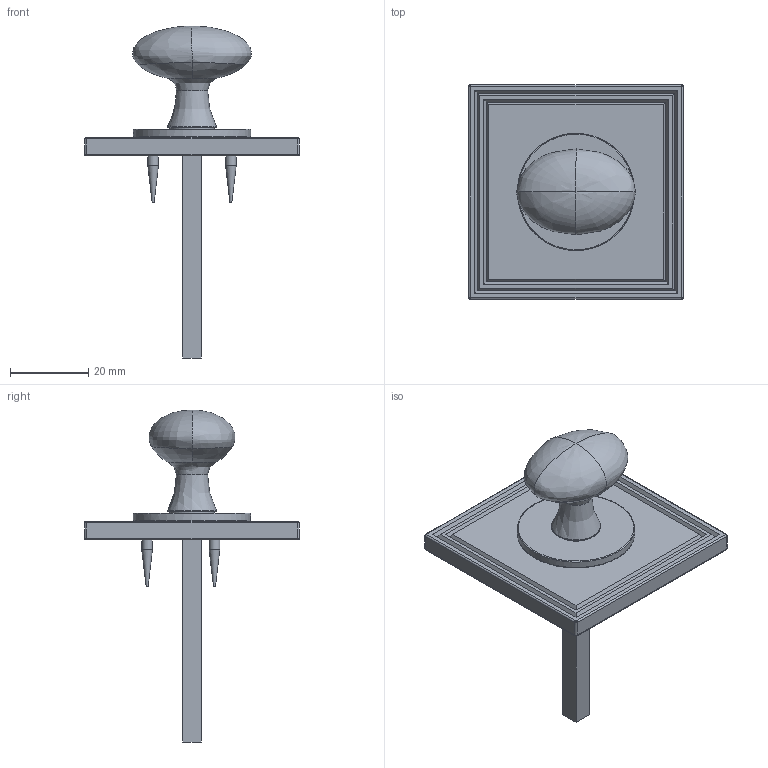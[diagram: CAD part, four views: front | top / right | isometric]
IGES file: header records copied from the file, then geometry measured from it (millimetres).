
Global section: file name: P8073-T; native system: Autodesk Inventor 2018; preprocessor: unknown; author: adaniels; date: 20190708.090144; units: millimetre
Bounding box: 55 x 55 x 85.03 mm (x, y, z)
Volume: 21836.9 mm3; surface area: 14179.5 mm2
Topology: 10 solids, 10 shells, 183 faces, 467 edges, 305 vertices
Faces by surface type: bspline 183
